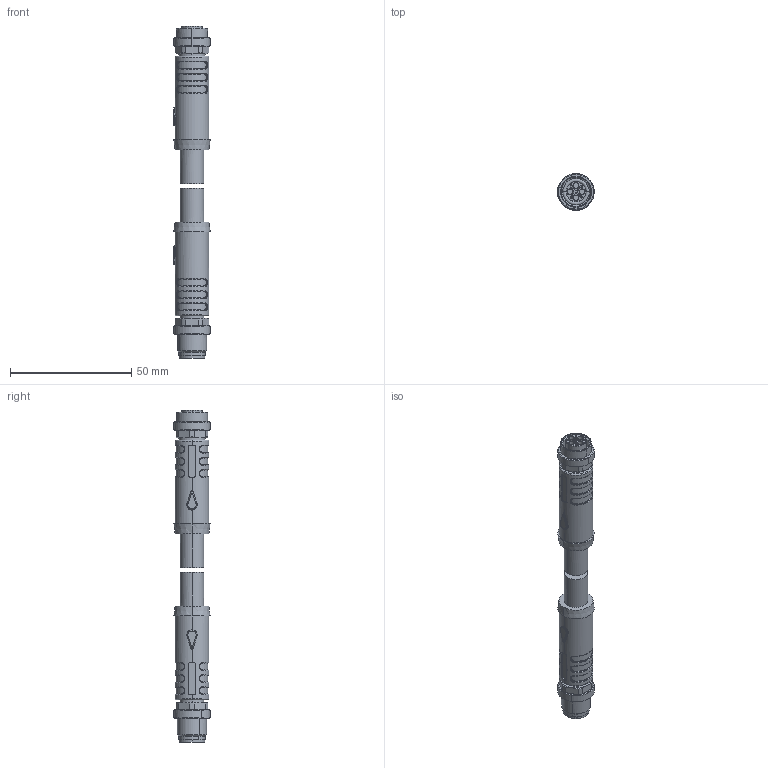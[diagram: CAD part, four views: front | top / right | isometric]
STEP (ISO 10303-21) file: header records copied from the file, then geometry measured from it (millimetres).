
FILE_DESCRIPTION(('CATIA V5 STEP Exchange','CAx-IF Rec.Pracs.--- Model Styling and Organization---1.4--- 2014-01-23'),'2;1');
FILE_NAME ('1175688-1_1_2050270250_2050270250.stp','2020-01-06T15:12:03+00:00',('none'),('Weidmueller'),'CATIA Version 5-6 Release 2016 SP3 HF44','CATIA V5 STEP AP214','none');
FILE_SCHEMA(('AUTOMOTIVE_DESIGN { 1 0 10303 214 1 1 1 1 }'));
Length unit declared in the file: millimetre
Products named in the file (1): 2050270250
Bounding box: 15 x 15 x 137 mm (x, y, z)
Volume: 17262.6 mm3; surface area: 9869.7 mm2
Topology: 8 solids, 9 shells, 565 faces, 1430 edges, 899 vertices
Faces by surface type: cylinder 172, plane 155, torus 90, bspline 58, cone 56, sphere 20, extrusion 14
Entity records: 19421 total; most frequent: CARTESIAN_POINT 7386, ORIENTED_EDGE 2820, DIRECTION 1910, EDGE_CURVE 1410, AXIS2_PLACEMENT_3D 958, VERTEX_POINT 899, EDGE_LOOP 605, ADVANCED_FACE 565
